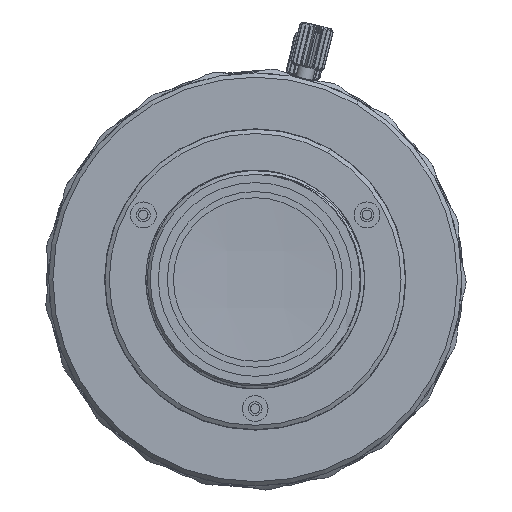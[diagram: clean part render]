
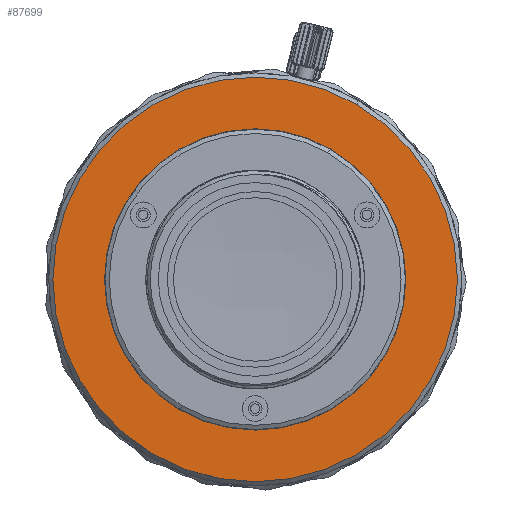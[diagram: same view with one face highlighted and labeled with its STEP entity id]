
A CAD part, front view. The second image highlights one B-rep face of the part: STEP entity #87699.
In plain terms, the highlighted planar face has unit normal (0, -1, 0).
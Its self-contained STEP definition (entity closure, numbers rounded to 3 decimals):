
#1298 = CARTESIAN_POINT ( 'NONE',  ( 0., -43.555, 0. ) ) ;
#3219 = DIRECTION ( 'NONE',  ( 0., -1., 0. ) ) ;
#5094 = EDGE_CURVE ( 'NONE', #72625, #29321, #84506, .T. ) ;
#8411 = VERTEX_POINT ( 'NONE', #46695 ) ;
#10400 = ORIENTED_EDGE ( 'NONE', *, *, #84442, .T. ) ;
#13192 = FACE_BOUND ( 'NONE', #93671, .T. ) ;
#14494 = CARTESIAN_POINT ( 'NONE',  ( -11.75, -43.555, -20.352 ) ) ;
#15815 = AXIS2_PLACEMENT_3D ( 'NONE', #1298, #3219, #53487 ) ;
#20524 = DIRECTION ( 'NONE',  ( 0., -1., 0. ) ) ;
#23006 = CARTESIAN_POINT ( 'NONE',  ( 0., -43.555, 0. ) ) ;
#23443 = VERTEX_POINT ( 'NONE', #14494 ) ;
#29321 = VERTEX_POINT ( 'NONE', #31636 ) ;
#31331 = DIRECTION ( 'NONE',  ( -0.5, 0., -0.866 ) ) ;
#31636 = CARTESIAN_POINT ( 'NONE',  ( 8.75, -43.555, 15.155 ) ) ;
#37007 = EDGE_LOOP ( 'NONE', ( #48159, #81465 ) ) ;
#39302 = AXIS2_PLACEMENT_3D ( 'NONE', #74274, #45931, #31331 ) ;
#41426 = ORIENTED_EDGE ( 'NONE', *, *, #5094, .T. ) ;
#43630 = DIRECTION ( 'NONE',  ( 0.5, 0., 0.866 ) ) ;
#45058 = CARTESIAN_POINT ( 'NONE',  ( 0., -43.555, 0. ) ) ;
#45430 = DIRECTION ( 'NONE',  ( 0., 1., 0. ) ) ;
#45931 = DIRECTION ( 'NONE',  ( 0., 1., 0. ) ) ;
#46695 = CARTESIAN_POINT ( 'NONE',  ( 11.75, -43.555, 20.352 ) ) ;
#48159 = ORIENTED_EDGE ( 'NONE', *, *, #78893, .T. ) ;
#50116 = CIRCLE ( 'NONE', #78184, 17.5 ) ;
#50744 = PLANE ( 'NONE',  #59258 ) ;
#51376 = CIRCLE ( 'NONE', #65394, 23.5 ) ;
#52162 = FACE_OUTER_BOUND ( 'NONE', #37007, .T. ) ;
#53487 = DIRECTION ( 'NONE',  ( 0.5, 0., 0.866 ) ) ;
#58991 = DIRECTION ( 'NONE',  ( -0.5, 0., -0.866 ) ) ;
#59258 = AXIS2_PLACEMENT_3D ( 'NONE', #80037, #20524, #58991 ) ;
#64270 = CARTESIAN_POINT ( 'NONE',  ( -8.75, -43.555, -15.155 ) ) ;
#65394 = AXIS2_PLACEMENT_3D ( 'NONE', #45058, #74832, #43630 ) ;
#67895 = DIRECTION ( 'NONE',  ( -0.5, 0., -0.866 ) ) ;
#72625 = VERTEX_POINT ( 'NONE', #64270 ) ;
#74274 = CARTESIAN_POINT ( 'NONE',  ( 0., -43.555, 0. ) ) ;
#74832 = DIRECTION ( 'NONE',  ( 0., -1., 0. ) ) ;
#78184 = AXIS2_PLACEMENT_3D ( 'NONE', #23006, #45430, #67895 ) ;
#78893 = EDGE_CURVE ( 'NONE', #8411, #23443, #51376, .T. ) ;
#80037 = CARTESIAN_POINT ( 'NONE',  ( 33.394, -43.555, 8.96 ) ) ;
#81465 = ORIENTED_EDGE ( 'NONE', *, *, #94563, .T. ) ;
#84352 = CIRCLE ( 'NONE', #15815, 23.5 ) ;
#84442 = EDGE_CURVE ( 'NONE', #29321, #72625, #50116, .T. ) ;
#84506 = CIRCLE ( 'NONE', #39302, 17.5 ) ;
#87699 = ADVANCED_FACE ( 'NONE', ( #52162, #13192 ), #50744, .T. ) ;
#93671 = EDGE_LOOP ( 'NONE', ( #41426, #10400 ) ) ;
#94563 = EDGE_CURVE ( 'NONE', #23443, #8411, #84352, .T. ) ;
